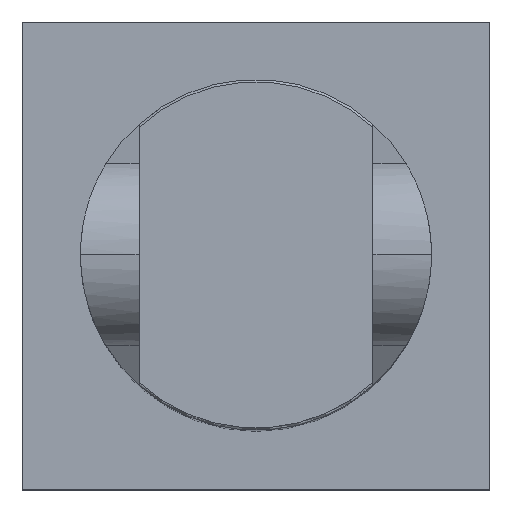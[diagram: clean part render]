
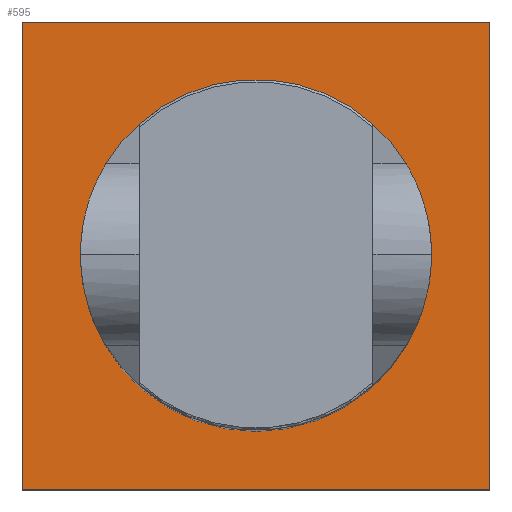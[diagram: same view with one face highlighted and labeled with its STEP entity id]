
A CAD part, top view. The second image highlights one B-rep face of the part: STEP entity #595.
In plain terms, the highlighted planar face has unit normal (0, 0, 1).
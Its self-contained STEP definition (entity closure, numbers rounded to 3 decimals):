
#43 = CIRCLE ( 'NONE', #807, 7.5 ) ;
#54 = DIRECTION ( 'NONE',  ( 1., 0., 0. ) ) ;
#57 = EDGE_CURVE ( 'NONE', #869, #719, #941, .T. ) ;
#65 = DIRECTION ( 'NONE',  ( 0., 1., 0. ) ) ;
#76 = CARTESIAN_POINT ( 'NONE',  ( -7.5, 0., 0. ) ) ;
#161 = DIRECTION ( 'NONE',  ( 0., -1., 0. ) ) ;
#162 = DIRECTION ( 'NONE',  ( 1., 0., 0. ) ) ;
#163 = EDGE_CURVE ( 'NONE', #446, #886, #998, .T. ) ;
#241 = CARTESIAN_POINT ( 'NONE',  ( -10., 10., 0. ) ) ;
#344 = VECTOR ( 'NONE', #161, 1000. ) ;
#358 = EDGE_CURVE ( 'NONE', #719, #982, #540, .T. ) ;
#373 = FACE_OUTER_BOUND ( 'NONE', #782, .T. ) ;
#386 = ORIENTED_EDGE ( 'NONE', *, *, #394, .F. ) ;
#391 = CARTESIAN_POINT ( 'NONE',  ( 0., 0., 0. ) ) ;
#394 = EDGE_CURVE ( 'NONE', #982, #510, #755, .T. ) ;
#401 = EDGE_LOOP ( 'NONE', ( #978, #1076 ) ) ;
#405 = DIRECTION ( 'NONE',  ( -1., 0., 0. ) ) ;
#413 = CARTESIAN_POINT ( 'NONE',  ( -10., 10., 0. ) ) ;
#446 = VERTEX_POINT ( 'NONE', #76 ) ;
#448 = EDGE_CURVE ( 'NONE', #510, #869, #854, .T. ) ;
#457 = CARTESIAN_POINT ( 'NONE',  ( 10., 10., 0. ) ) ;
#483 = ORIENTED_EDGE ( 'NONE', *, *, #57, .F. ) ;
#510 = VERTEX_POINT ( 'NONE', #862 ) ;
#540 = LINE ( 'NONE', #888, #571 ) ;
#571 = VECTOR ( 'NONE', #718, 1000. ) ;
#595 = ADVANCED_FACE ( 'NONE', ( #744, #373 ), #825, .T. ) ;
#619 = VECTOR ( 'NONE', #405, 1000. ) ;
#654 = ORIENTED_EDGE ( 'NONE', *, *, #358, .F. ) ;
#686 = CARTESIAN_POINT ( 'NONE',  ( 7.5, 0., 0. ) ) ;
#718 = DIRECTION ( 'NONE',  ( 1., 0., 0. ) ) ;
#719 = VERTEX_POINT ( 'NONE', #241 ) ;
#725 = ORIENTED_EDGE ( 'NONE', *, *, #448, .F. ) ;
#731 = AXIS2_PLACEMENT_3D ( 'NONE', #391, #969, #54 ) ;
#739 = AXIS2_PLACEMENT_3D ( 'NONE', #1028, #930, #162 ) ;
#744 = FACE_BOUND ( 'NONE', #401, .T. ) ;
#755 = LINE ( 'NONE', #837, #344 ) ;
#782 = EDGE_LOOP ( 'NONE', ( #386, #654, #483, #725 ) ) ;
#807 = AXIS2_PLACEMENT_3D ( 'NONE', #955, #1046, #944 ) ;
#825 = PLANE ( 'NONE',  #731 ) ;
#828 = EDGE_CURVE ( 'NONE', #886, #446, #43, .T. ) ;
#830 = CARTESIAN_POINT ( 'NONE',  ( -10., -10., 0. ) ) ;
#837 = CARTESIAN_POINT ( 'NONE',  ( 10., 10., 0. ) ) ;
#854 = LINE ( 'NONE', #830, #619 ) ;
#862 = CARTESIAN_POINT ( 'NONE',  ( 10., -10., 0. ) ) ;
#869 = VERTEX_POINT ( 'NONE', #968 ) ;
#886 = VERTEX_POINT ( 'NONE', #686 ) ;
#888 = CARTESIAN_POINT ( 'NONE',  ( -10., 10., 0. ) ) ;
#930 = DIRECTION ( 'NONE',  ( 0., 0., 1. ) ) ;
#940 = VECTOR ( 'NONE', #65, 1000. ) ;
#941 = LINE ( 'NONE', #413, #940 ) ;
#944 = DIRECTION ( 'NONE',  ( 1., 0., 0. ) ) ;
#955 = CARTESIAN_POINT ( 'NONE',  ( 0., 0., 0. ) ) ;
#968 = CARTESIAN_POINT ( 'NONE',  ( -10., -10., 0. ) ) ;
#969 = DIRECTION ( 'NONE',  ( 0., 0., 1. ) ) ;
#978 = ORIENTED_EDGE ( 'NONE', *, *, #163, .F. ) ;
#982 = VERTEX_POINT ( 'NONE', #457 ) ;
#998 = CIRCLE ( 'NONE', #739, 7.5 ) ;
#1028 = CARTESIAN_POINT ( 'NONE',  ( 0., 0., 0. ) ) ;
#1046 = DIRECTION ( 'NONE',  ( 0., 0., 1. ) ) ;
#1076 = ORIENTED_EDGE ( 'NONE', *, *, #828, .F. ) ;
